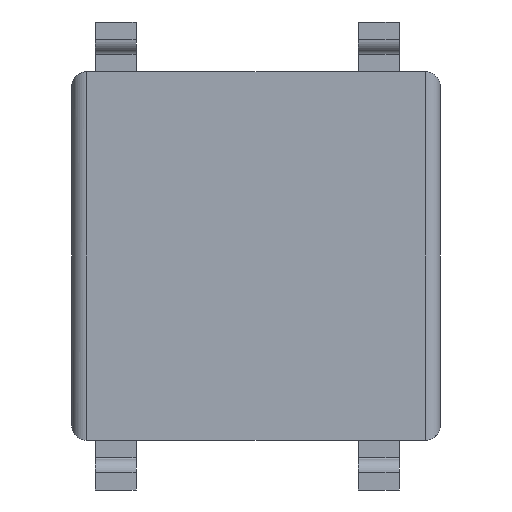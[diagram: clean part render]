
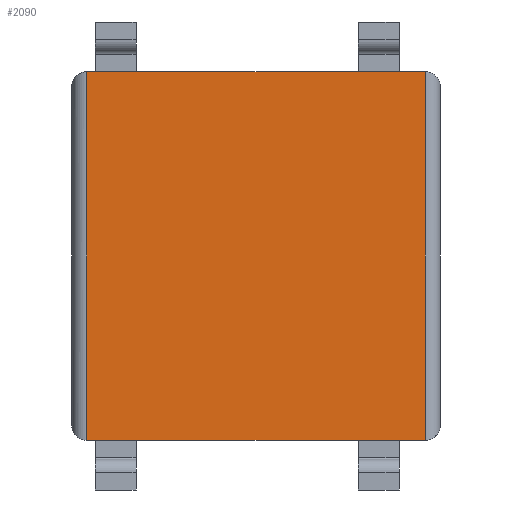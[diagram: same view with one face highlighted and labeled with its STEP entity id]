
A CAD part, front view. The second image highlights one B-rep face of the part: STEP entity #2090.
In plain terms, the highlighted planar face has unit normal (0, -1, 0).
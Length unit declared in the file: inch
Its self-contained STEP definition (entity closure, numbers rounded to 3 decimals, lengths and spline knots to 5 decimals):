
#56 = DIRECTION ( 'NONE',  ( -1., 0., 0. ) ) ;
#66 = CARTESIAN_POINT ( 'NONE',  ( 0.11402, 0., 0. ) ) ;
#138 = PLANE ( 'NONE',  #1587 ) ;
#264 = LINE ( 'NONE', #66, #1608 ) ;
#324 = EDGE_LOOP ( 'NONE', ( #1836, #2322, #1166, #462 ) ) ;
#440 = CARTESIAN_POINT ( 'NONE',  ( -0.11402, 0., 0. ) ) ;
#462 = ORIENTED_EDGE ( 'NONE', *, *, #1716, .T. ) ;
#513 = DIRECTION ( 'NONE',  ( 0., 0., 1. ) ) ;
#523 = VECTOR ( 'NONE', #1266, 39.37008 ) ;
#559 = VERTEX_POINT ( 'NONE', #1340 ) ;
#691 = FACE_OUTER_BOUND ( 'NONE', #324, .T. ) ;
#714 = CARTESIAN_POINT ( 'NONE',  ( 0.11402, 0., 0.12402 ) ) ;
#882 = CARTESIAN_POINT ( 'NONE',  ( 0.11402, 0., -0.12402 ) ) ;
#888 = LINE ( 'NONE', #2076, #523 ) ;
#906 = EDGE_CURVE ( 'NONE', #1460, #559, #2178, .T. ) ;
#957 = EDGE_CURVE ( 'NONE', #1460, #2447, #888, .T. ) ;
#1166 = ORIENTED_EDGE ( 'NONE', *, *, #2255, .F. ) ;
#1266 = DIRECTION ( 'NONE',  ( 1., 0., 0. ) ) ;
#1291 = CARTESIAN_POINT ( 'NONE',  ( -0.11402, 0., 0.12402 ) ) ;
#1340 = CARTESIAN_POINT ( 'NONE',  ( -0.11402, 0., -0.12402 ) ) ;
#1385 = VECTOR ( 'NONE', #56, 39.37008 ) ;
#1460 = VERTEX_POINT ( 'NONE', #1291 ) ;
#1587 = AXIS2_PLACEMENT_3D ( 'NONE', #1692, #2258, #513 ) ;
#1608 = VECTOR ( 'NONE', #2372, 39.37008 ) ;
#1644 = LINE ( 'NONE', #1800, #1385 ) ;
#1692 = CARTESIAN_POINT ( 'NONE',  ( 0., 0., 0. ) ) ;
#1716 = EDGE_CURVE ( 'NONE', #1819, #2447, #264, .T. ) ;
#1800 = CARTESIAN_POINT ( 'NONE',  ( 0., 0., -0.12402 ) ) ;
#1808 = DIRECTION ( 'NONE',  ( 0., 0., -1. ) ) ;
#1819 = VERTEX_POINT ( 'NONE', #882 ) ;
#1835 = VECTOR ( 'NONE', #1808, 39.37008 ) ;
#1836 = ORIENTED_EDGE ( 'NONE', *, *, #957, .F. ) ;
#2076 = CARTESIAN_POINT ( 'NONE',  ( 0., 0., 0.12402 ) ) ;
#2090 = ADVANCED_FACE ( 'NONE', ( #691 ), #138, .F. ) ;
#2178 = LINE ( 'NONE', #440, #1835 ) ;
#2255 = EDGE_CURVE ( 'NONE', #1819, #559, #1644, .T. ) ;
#2258 = DIRECTION ( 'NONE',  ( 0., 1., 0. ) ) ;
#2322 = ORIENTED_EDGE ( 'NONE', *, *, #906, .T. ) ;
#2372 = DIRECTION ( 'NONE',  ( 0., 0., 1. ) ) ;
#2447 = VERTEX_POINT ( 'NONE', #714 ) ;
